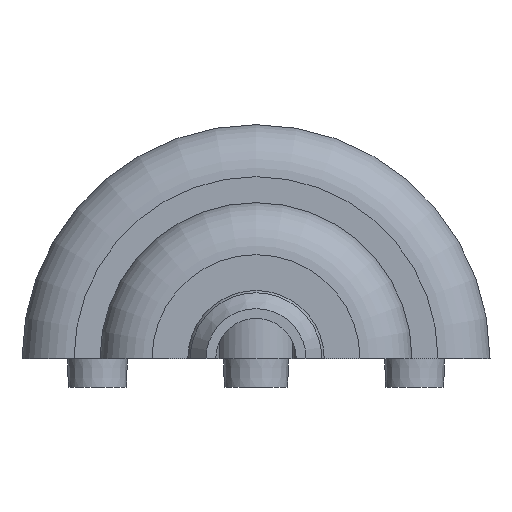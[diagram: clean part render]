
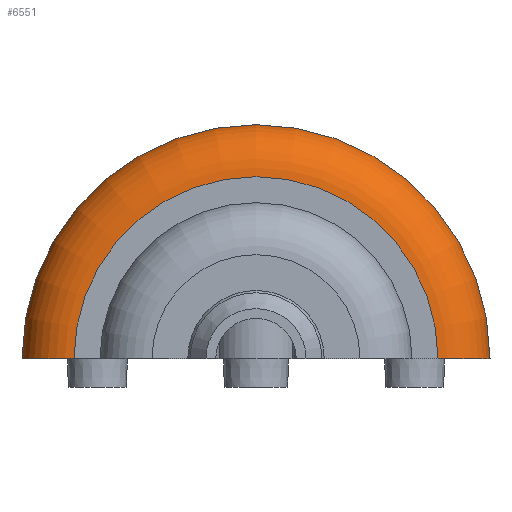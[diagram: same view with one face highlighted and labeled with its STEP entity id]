
A CAD part, front view. The second image highlights one B-rep face of the part: STEP entity #6551.
In plain terms, the highlighted toroidal (fillet/blend) face has major radius 17.78 mm and minor radius 5.08 mm.
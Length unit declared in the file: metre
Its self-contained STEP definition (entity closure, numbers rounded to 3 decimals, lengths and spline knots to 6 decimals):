
#1292=TOROIDAL_SURFACE('',#7132,0.01778,0.00508);
#2125=ORIENTED_EDGE('',*,*,#3653,.T.);
#2126=ORIENTED_EDGE('',*,*,#4030,.T.);
#2127=ORIENTED_EDGE('',*,*,#3611,.T.);
#2128=ORIENTED_EDGE('',*,*,#4040,.T.);
#3611=EDGE_CURVE('',#4618,#4617,#5184,.F.);
#3653=EDGE_CURVE('',#4660,#4659,#5195,.T.);
#4030=EDGE_CURVE('',#4659,#4618,#5289,.F.);
#4040=EDGE_CURVE('',#4617,#4660,#5299,.T.);
#4617=VERTEX_POINT('',#9887);
#4618=VERTEX_POINT('',#9889);
#4659=VERTEX_POINT('',#9972);
#4660=VERTEX_POINT('',#9974);
#5184=CIRCLE('',#6948,0.00508);
#5195=CIRCLE('',#6960,0.00508);
#5289=CIRCLE('',#7097,0.02286);
#5299=CIRCLE('',#7114,0.01778);
#5609=EDGE_LOOP('',(#2125,#2126,#2127,#2128));
#6059=FACE_BOUND('',#5609,.T.);
#6551=ADVANCED_FACE('',(#6059),#1292,.T.);
#6948=AXIS2_PLACEMENT_3D('',#9888,#7743,#7744);
#6960=AXIS2_PLACEMENT_3D('',#9973,#7798,#7799);
#7097=AXIS2_PLACEMENT_3D('',#11058,#8279,#8280);
#7114=AXIS2_PLACEMENT_3D('',#11075,#8313,#8314);
#7132=AXIS2_PLACEMENT_3D('',#11093,#8349,#8350);
#7743=DIRECTION('',(0.,0.,-1.));
#7744=DIRECTION('',(-1.,0.,0.));
#7798=DIRECTION('',(0.,0.,1.));
#7799=DIRECTION('',(1.,0.,0.));
#8279=DIRECTION('',(0.,1.,0.));
#8280=DIRECTION('',(0.,0.,1.));
#8313=DIRECTION('',(0.,1.,0.));
#8314=DIRECTION('',(0.,0.,1.));
#8349=DIRECTION('',(0.,-1.,0.));
#8350=DIRECTION('',(0.,0.,1.));
#9887=CARTESIAN_POINT('',(-0.01778,0.,0.0762));
#9888=CARTESIAN_POINT('',(-0.01778,0.00508,0.0762));
#9889=CARTESIAN_POINT('',(-0.02286,0.00508,0.0762));
#9972=CARTESIAN_POINT('',(0.02286,0.00508,0.0762));
#9973=CARTESIAN_POINT('',(0.01778,0.00508,0.0762));
#9974=CARTESIAN_POINT('',(0.01778,0.,0.0762));
#11058=CARTESIAN_POINT('',(0.,0.00508,0.0762));
#11075=CARTESIAN_POINT('',(0.,0.,0.0762));
#11093=CARTESIAN_POINT('',(0.,0.00508,0.0762));
